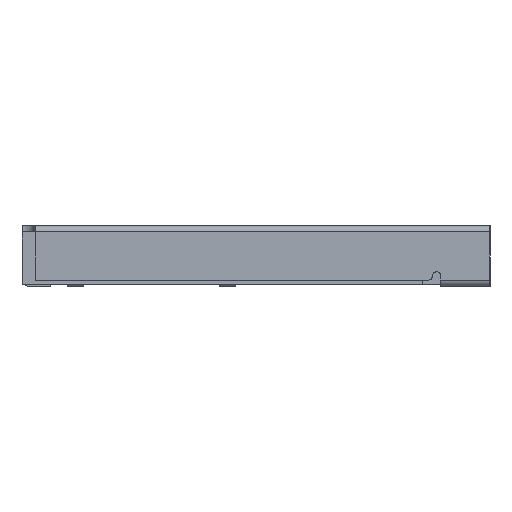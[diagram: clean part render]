
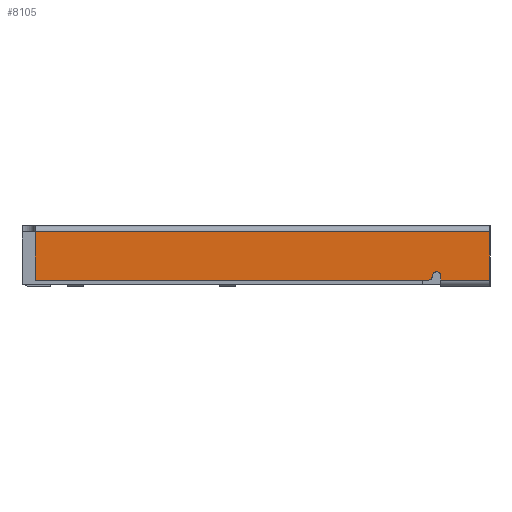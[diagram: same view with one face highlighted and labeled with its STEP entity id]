
A CAD part, left-side view. The second image highlights one B-rep face of the part: STEP entity #8105.
In plain terms, the highlighted planar face has unit normal (-1, 0, 0).
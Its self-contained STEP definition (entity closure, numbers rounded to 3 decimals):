
#303 = VECTOR ( 'NONE', #21232, 1000. ) ;
#609 = EDGE_CURVE ( 'NONE', #16796, #10195, #1550, .T. ) ;
#708 = DIRECTION ( 'NONE',  ( 0., 0., 1. ) ) ;
#834 = EDGE_CURVE ( 'NONE', #16796, #2084, #13639, .T. ) ;
#1190 = LINE ( 'NONE', #1204, #5441 ) ;
#1204 = CARTESIAN_POINT ( 'NONE',  ( -5.975, 17.723, 1.27 ) ) ;
#1235 = AXIS2_PLACEMENT_3D ( 'NONE', #22250, #11513, #708 ) ;
#1550 = LINE ( 'NONE', #16584, #15389 ) ;
#1665 = EDGE_CURVE ( 'NONE', #14606, #2084, #10185, .T. ) ;
#1778 = FACE_OUTER_BOUND ( 'NONE', #12138, .T. ) ;
#1877 = ORIENTED_EDGE ( 'NONE', *, *, #1665, .F. ) ;
#2084 = VERTEX_POINT ( 'NONE', #13258 ) ;
#2242 = EDGE_CURVE ( 'NONE', #20746, #10195, #19139, .T. ) ;
#2539 = CARTESIAN_POINT ( 'NONE',  ( -5.975, -5.7, 1.27 ) ) ;
#2613 = DIRECTION ( 'NONE',  ( -1., 0., 0. ) ) ;
#2654 = AXIS2_PLACEMENT_3D ( 'NONE', #13397, #2613, #15252 ) ;
#3065 = VERTEX_POINT ( 'NONE', #22959 ) ;
#3341 = CARTESIAN_POINT ( 'NONE',  ( -5.975, -4.4, 0.2 ) ) ;
#3369 = ORIENTED_EDGE ( 'NONE', *, *, #5910, .F. ) ;
#4370 = CARTESIAN_POINT ( 'NONE',  ( -5.975, 5.38, 0.1 ) ) ;
#4748 = VECTOR ( 'NONE', #22365, 1000. ) ;
#4864 = DIRECTION ( 'NONE',  ( 0., 1., 0. ) ) ;
#5165 = DIRECTION ( 'NONE',  ( 0., 0., 1. ) ) ;
#5380 = EDGE_CURVE ( 'NONE', #3065, #20746, #20610, .T. ) ;
#5397 = VECTOR ( 'NONE', #7009, 1000. ) ;
#5441 = VECTOR ( 'NONE', #4864, 1000. ) ;
#5645 = DIRECTION ( 'NONE',  ( 1., 0., 0. ) ) ;
#5910 = EDGE_CURVE ( 'NONE', #10246, #20471, #14697, .T. ) ;
#7009 = DIRECTION ( 'NONE',  ( 0., 0., -1. ) ) ;
#7735 = AXIS2_PLACEMENT_3D ( 'NONE', #16449, #5645, #18213 ) ;
#8105 = ADVANCED_FACE ( 'NONE', ( #1778 ), #16980, .T. ) ;
#8602 = CARTESIAN_POINT ( 'NONE',  ( -5.975, -5.7, 0.1 ) ) ;
#8738 = CARTESIAN_POINT ( 'NONE',  ( -5.975, -5.7, 1.27 ) ) ;
#10185 = LINE ( 'NONE', #8738, #5397 ) ;
#10195 = VERTEX_POINT ( 'NONE', #14630 ) ;
#10246 = VERTEX_POINT ( 'NONE', #4370 ) ;
#10418 = ORIENTED_EDGE ( 'NONE', *, *, #834, .T. ) ;
#10419 = DIRECTION ( 'NONE',  ( 0., -1., 0. ) ) ;
#11029 = VERTEX_POINT ( 'NONE', #15150 ) ;
#11125 = DIRECTION ( 'NONE',  ( 0., 0., 1. ) ) ;
#11210 = ORIENTED_EDGE ( 'NONE', *, *, #21193, .T. ) ;
#11513 = DIRECTION ( 'NONE',  ( -1., 0., 0. ) ) ;
#12138 = EDGE_LOOP ( 'NONE', ( #18761, #10418, #1877, #11210, #3369, #20228, #16201, #20973, #12615 ) ) ;
#12373 = CARTESIAN_POINT ( 'NONE',  ( -5.975, 5.38, 0. ) ) ;
#12615 = ORIENTED_EDGE ( 'NONE', *, *, #2242, .T. ) ;
#13066 = VECTOR ( 'NONE', #10419, 1000. ) ;
#13258 = CARTESIAN_POINT ( 'NONE',  ( -5.975, -5.7, 0.1 ) ) ;
#13397 = CARTESIAN_POINT ( 'NONE',  ( -5.975, 17.723, 1.27 ) ) ;
#13639 = LINE ( 'NONE', #8602, #13066 ) ;
#14606 = VERTEX_POINT ( 'NONE', #2539 ) ;
#14630 = CARTESIAN_POINT ( 'NONE',  ( -5.975, -4.5, 0.2 ) ) ;
#14697 = LINE ( 'NONE', #12373, #303 ) ;
#14814 = CIRCLE ( 'NONE', #1235, 0.1 ) ;
#15150 = CARTESIAN_POINT ( 'NONE',  ( -5.975, -4.2, 0.1 ) ) ;
#15202 = CARTESIAN_POINT ( 'NONE',  ( -5.975, 17.723, 0.1 ) ) ;
#15252 = DIRECTION ( 'NONE',  ( 0., 0., 1. ) ) ;
#15389 = VECTOR ( 'NONE', #11125, 1000. ) ;
#15637 = EDGE_CURVE ( 'NONE', #10246, #11029, #18531, .T. ) ;
#15982 = DIRECTION ( 'NONE',  ( 1., 0., 0. ) ) ;
#16201 = ORIENTED_EDGE ( 'NONE', *, *, #16738, .T. ) ;
#16449 = CARTESIAN_POINT ( 'NONE',  ( -5.975, -4.4, 0.2 ) ) ;
#16584 = CARTESIAN_POINT ( 'NONE',  ( -5.975, -4.5, -0.05 ) ) ;
#16738 = EDGE_CURVE ( 'NONE', #11029, #3065, #14814, .T. ) ;
#16796 = VERTEX_POINT ( 'NONE', #22484 ) ;
#16980 = PLANE ( 'NONE',  #2654 ) ;
#17707 = CARTESIAN_POINT ( 'NONE',  ( -5.975, 5.38, 1.27 ) ) ;
#18213 = DIRECTION ( 'NONE',  ( 0., 0., 1. ) ) ;
#18531 = LINE ( 'NONE', #15202, #4748 ) ;
#18647 = AXIS2_PLACEMENT_3D ( 'NONE', #3341, #15982, #5165 ) ;
#18761 = ORIENTED_EDGE ( 'NONE', *, *, #609, .F. ) ;
#19139 = CIRCLE ( 'NONE', #18647, 0.1 ) ;
#20228 = ORIENTED_EDGE ( 'NONE', *, *, #15637, .T. ) ;
#20402 = CARTESIAN_POINT ( 'NONE',  ( -5.975, -4.4, 0.3 ) ) ;
#20471 = VERTEX_POINT ( 'NONE', #17707 ) ;
#20610 = CIRCLE ( 'NONE', #7735, 0.1 ) ;
#20746 = VERTEX_POINT ( 'NONE', #20402 ) ;
#20973 = ORIENTED_EDGE ( 'NONE', *, *, #5380, .T. ) ;
#21193 = EDGE_CURVE ( 'NONE', #14606, #20471, #1190, .T. ) ;
#21232 = DIRECTION ( 'NONE',  ( 0., 0., 1. ) ) ;
#22250 = CARTESIAN_POINT ( 'NONE',  ( -5.975, -4.2, 0.2 ) ) ;
#22365 = DIRECTION ( 'NONE',  ( 0., -1., 0. ) ) ;
#22484 = CARTESIAN_POINT ( 'NONE',  ( -5.975, -4.5, 0.1 ) ) ;
#22959 = CARTESIAN_POINT ( 'NONE',  ( -5.975, -4.3, 0.2 ) ) ;
